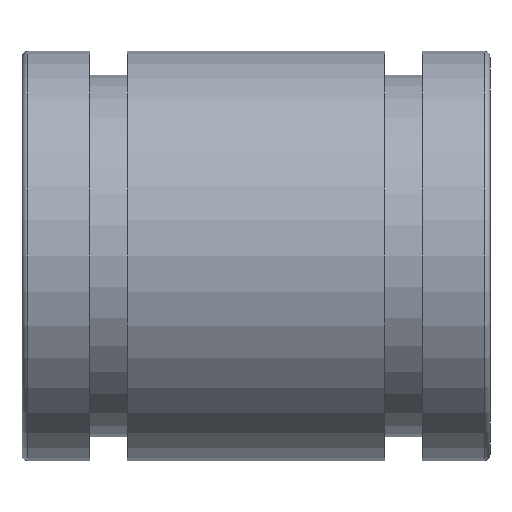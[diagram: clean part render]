
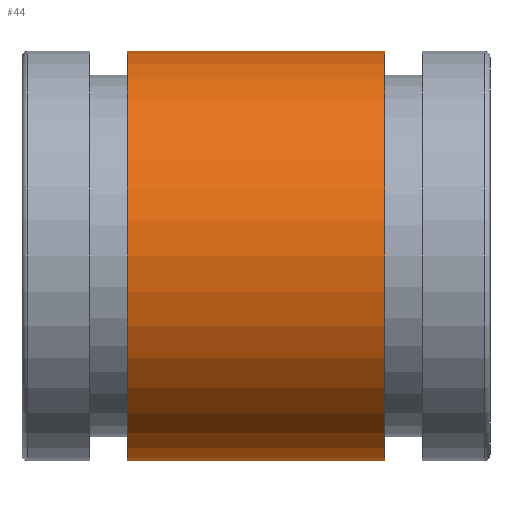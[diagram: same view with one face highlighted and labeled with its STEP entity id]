
A CAD part, front view. The second image highlights one B-rep face of the part: STEP entity #44.
In plain terms, the highlighted cylindrical face has radius 17.5 mm (diameter 35 mm), a full revolution.
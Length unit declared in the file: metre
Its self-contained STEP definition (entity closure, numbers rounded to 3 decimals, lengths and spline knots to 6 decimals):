
#44 = ADVANCED_FACE( '', ( #97, #98 ), #99, .T. );
#97 = FACE_OUTER_BOUND( '', #168, .T. );
#98 = FACE_OUTER_BOUND( '', #169, .T. );
#99 = CYLINDRICAL_SURFACE( '', #170, 0.0175 );
#168 = EDGE_LOOP( '', ( #237 ) );
#169 = EDGE_LOOP( '', ( #238 ) );
#170 = AXIS2_PLACEMENT_3D( '', #239, #240, #241 );
#237 = ORIENTED_EDGE( '', *, *, #326, .F. );
#238 = ORIENTED_EDGE( '', *, *, #327, .T. );
#239 = CARTESIAN_POINT( '', ( 0.02, 0., 0. ) );
#240 = DIRECTION( '', ( 1., 0., 0. ) );
#241 = DIRECTION( '', ( 0., 0., 1. ) );
#326 = EDGE_CURVE( '', #361, #361, #362, .T. );
#327 = EDGE_CURVE( '', #363, #363, #364, .T. );
#361 = VERTEX_POINT( '', #409 );
#362 = CIRCLE( '', #410, 0.0175 );
#363 = VERTEX_POINT( '', #411 );
#364 = CIRCLE( '', #412, 0.0175 );
#409 = CARTESIAN_POINT( '', ( -0.011, 0., 0.0175 ) );
#410 = AXIS2_PLACEMENT_3D( '', #457, #458, #459 );
#411 = CARTESIAN_POINT( '', ( 0.011, 0., 0.0175 ) );
#412 = AXIS2_PLACEMENT_3D( '', #460, #461, #462 );
#457 = CARTESIAN_POINT( '', ( -0.011, 0., 0. ) );
#458 = DIRECTION( '', ( -1., 0., 0. ) );
#459 = DIRECTION( '', ( 0., 0., 1. ) );
#460 = CARTESIAN_POINT( '', ( 0.011, 0., 0. ) );
#461 = DIRECTION( '', ( -1., 0., 0. ) );
#462 = DIRECTION( '', ( 0., 0., 1. ) );
